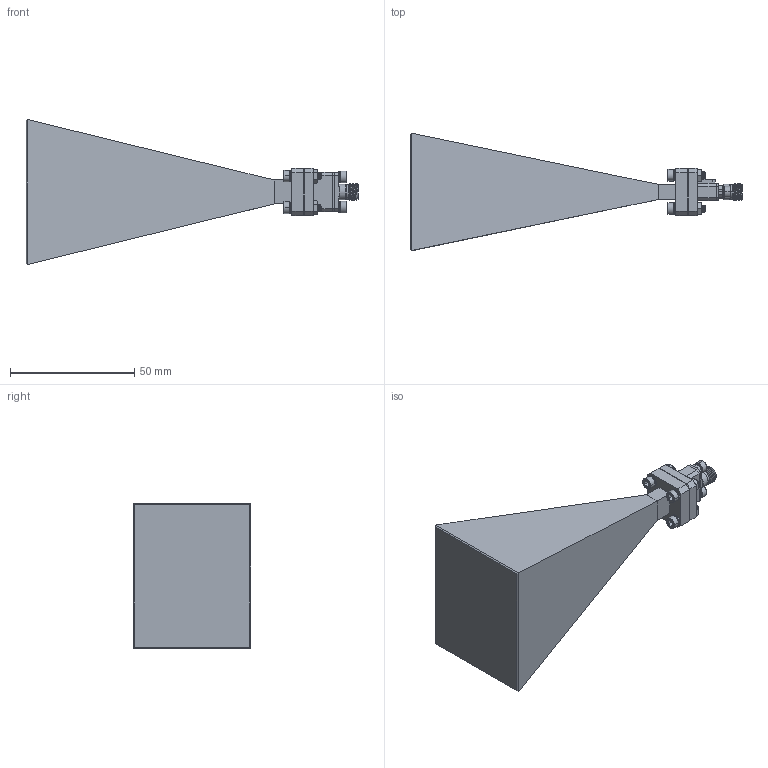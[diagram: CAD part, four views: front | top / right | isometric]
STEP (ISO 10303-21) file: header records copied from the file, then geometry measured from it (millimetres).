
FILE_DESCRIPTION (( 'STEP AP203' ), '1' );
FILE_NAME ('SAR-2309-28KF-E2.STEP', '2020-02-18T19:58:36', ( '' ), ( '' ), 'SwSTEP 2.0', 'SolidWorks 2020', '' );
FILE_SCHEMA (( 'CONFIG_CONTROL_DESIGN' ));
Length unit declared in the file: inch
Products named in the file (1): SAR-2309-28KF-E2
Bounding box: 133.6 x 47.26 x 58.4 mm (x, y, z)
Volume: 113387.6 mm3; surface area: 20441.2 mm2
Topology: 23 solids, 23 shells, 931 faces, 2277 edges, 1402 vertices
Faces by surface type: cylinder 462, plane 246, cone 211, bspline 10, torus 2
Entity records: 36249 total; most frequent: CARTESIAN_POINT 16368, ORIENTED_EDGE 4522, DIRECTION 3759, EDGE_CURVE 2261, VERTEX_POINT 1402, AXIS2_PLACEMENT_3D 1384, LINE 991, VECTOR 991
